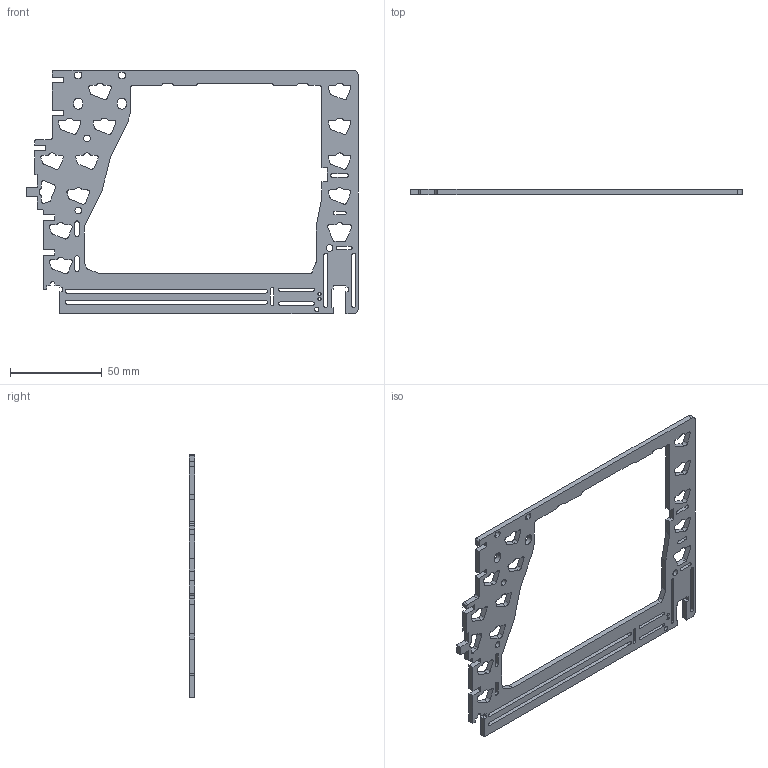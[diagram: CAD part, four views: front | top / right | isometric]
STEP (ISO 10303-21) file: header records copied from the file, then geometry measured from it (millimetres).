
FILE_DESCRIPTION (( 'STEP AP214' ), '1' );
FILE_NAME ('NB-101-0114_snap_right_acrylic_spacer.STEP', '2022-02-08T07:08:29', ( '' ), ( '' ), 'SwSTEP 2.0', 'SolidWorks 2020', '' );
FILE_SCHEMA (( 'AUTOMOTIVE_DESIGN' ));
Length unit declared in the file: millimetre
Products named in the file (1): NB-101-0114_snap_right_acrylic_spacer
Bounding box: 181 x 3 x 133 mm (x, y, z)
Volume: 25284.1 mm3; surface area: 24490.4 mm2
Topology: 1 solids, 1 shells, 351 faces, 1047 edges, 698 vertices
Faces by surface type: plane 189, cylinder 162
Entity records: 12047 total; most frequent: CARTESIAN_POINT 2097, ORIENTED_EDGE 2094, DIRECTION 2075, EDGE_CURVE 1047, VECTOR 723, LINE 723, VERTEX_POINT 698, AXIS2_PLACEMENT_3D 676
